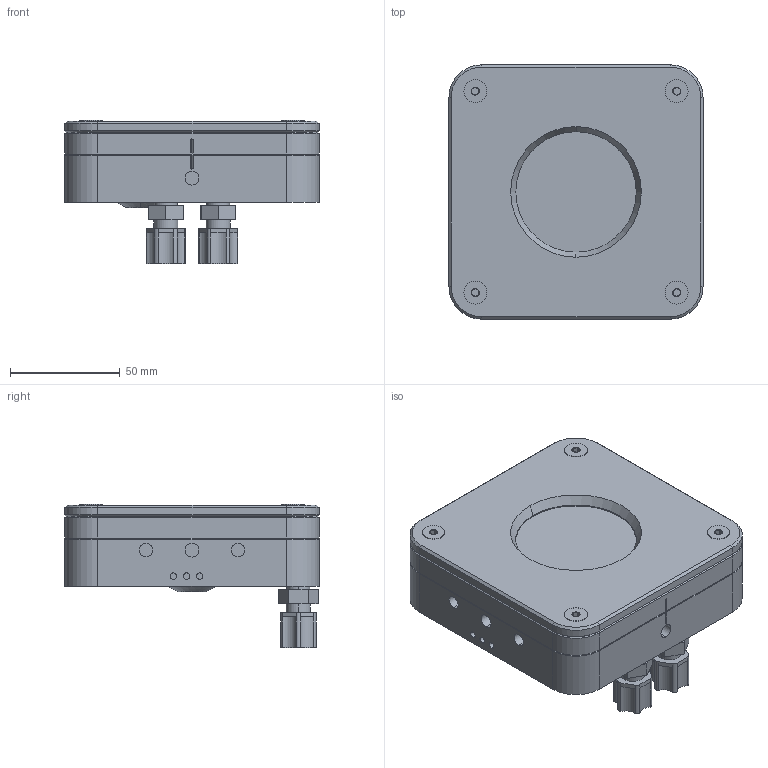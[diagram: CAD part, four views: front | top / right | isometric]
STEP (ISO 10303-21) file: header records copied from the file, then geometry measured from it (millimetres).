
FILE_DESCRIPTION (( 'STEP AP214' ), '1' );
FILE_NAME ('SK-9675 UP55C-2.5KW-HD.STEP', '2017-11-13T16:47:59', ( '' ), ( '' ), 'SwSTEP 2.0', 'SolidWorks 2016', '' );
FILE_SCHEMA (( 'AUTOMOTIVE_DESIGN' ));
Length unit declared in the file: millimetre
Products named in the file (1): SK-9675 UP55C-2.5KW-HD
Bounding box: 116 x 116 x 65.32 mm (x, y, z)
Volume: 491209.4 mm3; surface area: 77479.3 mm2
Topology: 9 solids, 15 shells, 876 faces, 2283 edges, 1464 vertices
Faces by surface type: cylinder 558, plane 170, cone 112, torus 28, bspline 8
Entity records: 49822 total; most frequent: CARTESIAN_POINT 21044, ORIENTED_EDGE 4550, DIRECTION 3492, EDGE_CURVE 2275, VERTEX_POINT 1464, AXIS2_PLACEMENT_3D 1302, EDGE_LOOP 925, LINE 888
